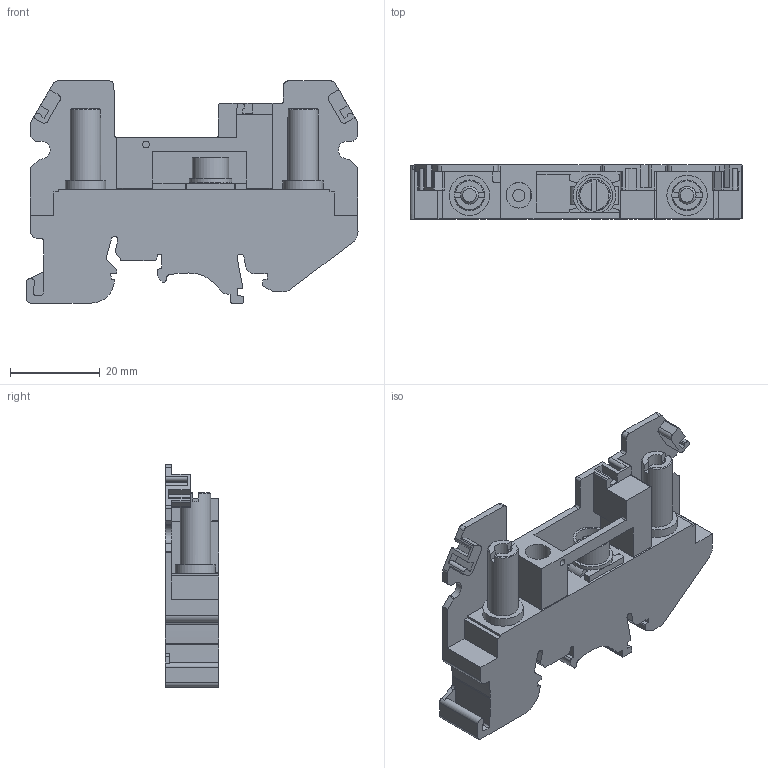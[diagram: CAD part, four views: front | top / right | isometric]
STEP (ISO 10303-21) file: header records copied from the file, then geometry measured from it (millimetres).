
FILE_DESCRIPTION(/* description */ ('Unknown'),/* implementation_level */ '2;1');
FILE_NAME(/* name */ 'KLTDM4NV_3D_SOLID',/* time_stamp */ '2025-03-01T10:33:33+05:00',/* author */ ('Unknown'),/* organization */ ('Unknown'),/* preprocessor_version */ 'ST-DEVELOPER v16.7',/* originating_system */ 'Solid Edge',/* authorisation */ 'Unknown');
FILE_SCHEMA (('AUTOMOTIVE_DESIGN {1 0 10303 214 3 1 1}'));
Length unit declared in the file: millimetre
Products named in the file (1): KLTDM4NV_3D_SOLID
Bounding box: 74 x 12 x 49.5 mm (x, y, z)
Volume: 22095 mm3; surface area: 11807.7 mm2
Topology: 1 solids, 4 shells, 335 faces, 950 edges, 630 vertices
Faces by surface type: plane 206, cylinder 118, cone 8, torus 3
Full cylindrical faces by diameter (mm): 1.5 x1, 2.75 x1, 4 x5, 4.2 x1, 5.7 x1, 6.8 x2, 7 x1, 7.1 x1, 8.1 x2, 9 x2, 9.5 x1
Entity records: 13059 total; most frequent: CARTESIAN_POINT 1903, DIRECTION 1841, ORIENTED_EDGE 1828, EDGE_CURVE 914, LINE 635, VECTOR 635, VERTEX_POINT 617, AXIS2_PLACEMENT_3D 603
